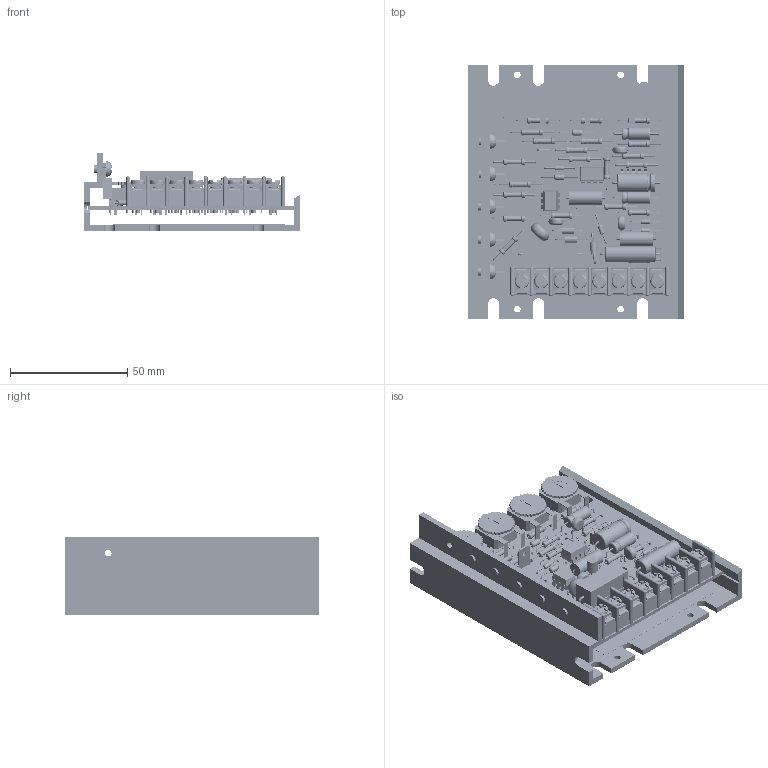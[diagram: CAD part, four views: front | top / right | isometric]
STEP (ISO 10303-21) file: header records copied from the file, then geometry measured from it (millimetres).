
FILE_DESCRIPTION (( 'STEP AP214' ), '1' );
FILE_NAME ('GSD4-24A-5C.STEP', '2015-05-04T20:11:20', ( '' ), ( '' ), 'SwSTEP 2.0', 'SolidWorks 2014', '' );
FILE_SCHEMA (( 'AUTOMOTIVE_DESIGN' ));
Length unit declared in the file: inch
Products named in the file (38): Q62; Board; BTERM200-250X32-58RND; Q61; GSD4-24A-5C; Q59; LB125ACE_LB125B; Q58; HDS6P3_16Z; DIOA500-120x240-40-RND; 125_Metal; U5; 2033F_125; DIP8; TO-220AB-TYPE52; R24; Free-Models; RES_AXIAL_25.4S-22.4L-9.7W-.600H; TO-92-2.54S; R1; cn5sofp; RES_AXIAL_25.4S-20.75L-7.2D-12.25H; DO-35; Q6; DIP6_WHITE; VARR500-890X440; CAP_AXIAL_16.51S-4D-4.1H; P1; RESA_675_130; TBLK8POS-8.26MM-1.78SRND; TH_CAP_AXIAL_19.050S-12L-5.25D-5.35H; C9; TH_CAP_AXIAL_15.24S-2.54D-2.55H; C6; TH_CAP_AXIAL_20S-16L-8D-8.2H; C3; POT_14MMSQ_TW; CAPR635-500X300
Assembly tree (80 placements, depth 4):
  GSD4-24A-5C
    2033F_125
      Board
      C3
        CAPR635-500X300
      C6
        CAPR635-500X300
      C9
        CAPR635-500X300
      P1
        TBLK8POS-8.26MM-1.78SRND
      Q6
        VARR500-890X440
      R1
        RES_AXIAL_25.4S-20.75L-7.2D-12.25H
      R24
        RES_AXIAL_25.4S-22.4L-9.7W-.600H
      U5
        DIP8
      Q58
        DIOA500-120x240-40-RND
      Q59
        DIOA500-120x240-40-RND
      Q61
        DIOA500-120x240-40-RND
      Q62
        BTERM200-250X32-58RND
      Free-Models
        POT_14MMSQ_TW  x4
        TH_CAP_AXIAL_20S-16L-8D-8.2H
        TH_CAP_AXIAL_15.24S-2.54D-2.55H  x2
        TH_CAP_AXIAL_19.050S-12L-5.25D-5.35H  x2
        RESA_675_130  x22
        CAP_AXIAL_16.51S-4D-4.1H  x2
        DIP6_WHITE
        DO-35  x4
        cn5sofp
        TO-92-2.54S
      TO-220AB-TYPE52  x5
    125_Metal
    HDS6P3_16Z  x5
    LB125ACE_LB125B  x2
Bounding box: 92.15 x 107.95 x 32.89 mm (x, y, z)
Volume: 71432.9 mm3; surface area: 73694.6 mm2
Topology: 66 solids, 66 shells, 4540 faces, 10882 edges, 6850 vertices
Faces by surface type: plane 2222, cylinder 1613, torus 542, cone 88, sphere 63, bspline 12
Entity records: 88297 total; most frequent: CARTESIAN_POINT 12941, DIRECTION 11463, ORIENTED_EDGE 10856, EDGE_CURVE 5428, AXIS2_PLACEMENT_3D 4001, VERTEX_POINT 3463, VECTOR 3461, LINE 3461
